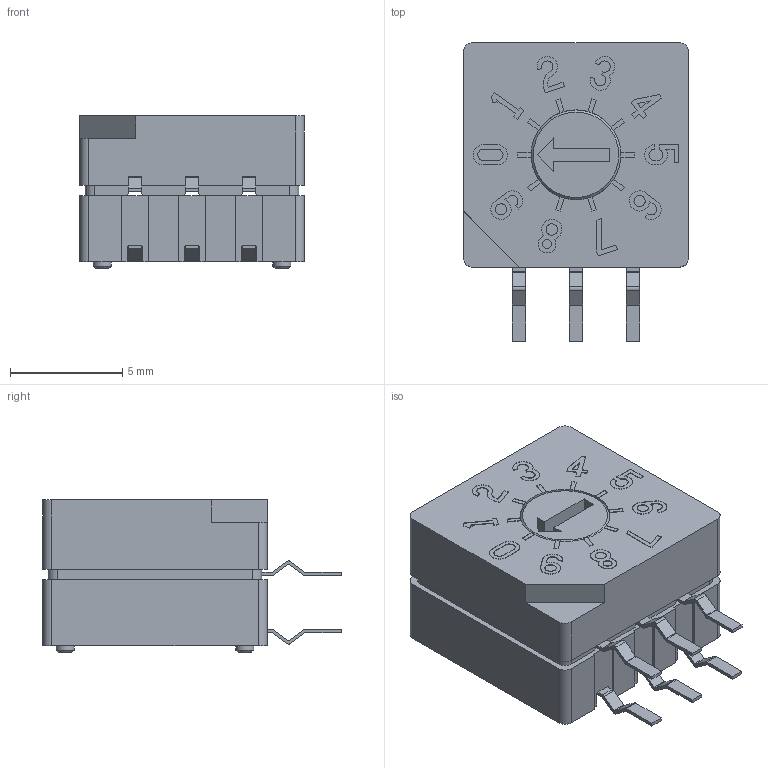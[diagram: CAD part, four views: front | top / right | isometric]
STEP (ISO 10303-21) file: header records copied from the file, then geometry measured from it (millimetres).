
FILE_DESCRIPTION(/* description */ ('STEP AP203'),/* implementation_level */ '2;1');
FILE_NAME(/* name */ 'SD-2011',/* time_stamp */ '2023-08-30T15:50:20+02:00',/* author */ ('License CC BY-ND 4.0'),/* organization */ ('CADENAS'),/* preprocessor_version */ 'ST-DEVELOPER v19.3',/* originating_system */ 'PARTsolutions',/* authorisation */ ' ');
FILE_SCHEMA (('CONFIG_CONTROL_DESIGN'));
Length unit declared in the file: millimetre
Products named in the file (3): SD-2011; SD-1_di; SD-2011_b
Assembly tree (2 placements, depth 2):
  SD-2011
    SD-1_di
    SD-2011_b
Bounding box: 10 x 13.3 x 6.82 mm (x, y, z)
Volume: 628.8 mm3; surface area: 656.6 mm2
Topology: 2 solids, 2 shells, 375 faces, 1040 edges, 691 vertices
Faces by surface type: plane 278, cylinder 92, cone 5
Full cylindrical faces by diameter (mm): 0.4 x1, 0.5 x3, 0.8 x4, 4 x2
Entity records: 14430 total; most frequent: CARTESIAN_POINT 2084, ORIENTED_EDGE 2040, DIRECTION 1984, EDGE_CURVE 1020, LINE 812, VECTOR 812, VERTEX_POINT 686, AXIS2_PLACEMENT_3D 586
